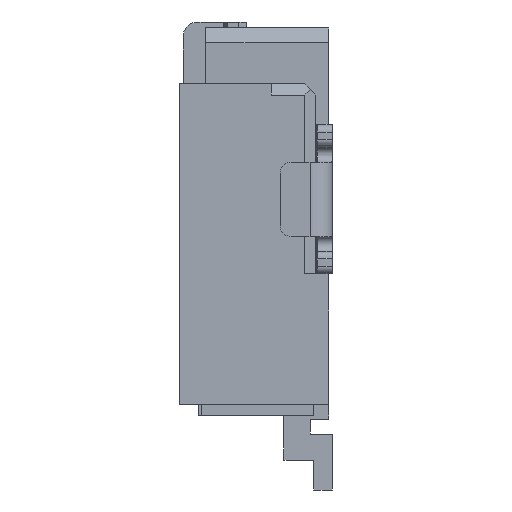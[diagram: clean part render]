
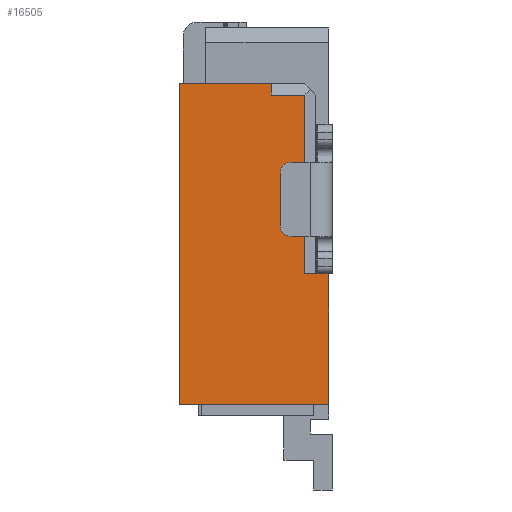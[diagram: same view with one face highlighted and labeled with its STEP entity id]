
A CAD part, left-side view. The second image highlights one B-rep face of the part: STEP entity #16505.
In plain terms, the highlighted planar face has unit normal (-1, 0, 0).
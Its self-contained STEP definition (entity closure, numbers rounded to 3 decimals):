
#4=DIRECTION('',(0.,-1.,0.));
#5=VECTOR('',#4,0.15);
#6=CARTESIAN_POINT('',(-6.65,-0.552,-3.38));
#7=LINE('',#6,#5);
#12=DIRECTION('',(0.,0.,-1.));
#13=VECTOR('',#12,1.75);
#14=CARTESIAN_POINT('',(-6.65,-0.702,-3.38));
#15=LINE('',#14,#13);
#19=DIRECTION('',(0.,1.,0.));
#20=VECTOR('',#19,2.);
#21=CARTESIAN_POINT('',(-6.65,-0.702,-5.13));
#22=LINE('',#21,#20);
#26=DIRECTION('',(0.,0.,1.));
#27=VECTOR('',#26,4.3);
#28=CARTESIAN_POINT('',(-6.65,1.298,-5.13));
#29=LINE('',#28,#27);
#33=DIRECTION('',(0.,-1.,0.));
#34=VECTOR('',#33,1.23);
#35=CARTESIAN_POINT('',(-6.65,1.298,-0.83));
#36=LINE('',#35,#34);
#40=DIRECTION('',(0.,0.,1.));
#41=VECTOR('',#40,0.15);
#42=CARTESIAN_POINT('',(-6.65,0.068,-0.98));
#43=LINE('',#42,#41);
#47=DIRECTION('',(0.,1.,0.));
#48=VECTOR('',#47,0.45);
#49=CARTESIAN_POINT('',(-6.65,-0.382,-0.98));
#50=LINE('',#49,#48);
#54=DIRECTION('',(0.,0.,1.));
#55=VECTOR('',#54,2.4);
#56=CARTESIAN_POINT('',(-6.65,-0.382,-3.38));
#57=LINE('',#56,#55);
#61=DIRECTION('',(0.,-1.,0.));
#62=VECTOR('',#61,0.17);
#63=CARTESIAN_POINT('',(-6.65,-0.382,-3.38));
#64=LINE('',#63,#62);
#13914=CARTESIAN_POINT('',(-6.65,-0.702,-5.13));
#13915=CARTESIAN_POINT('',(-6.65,1.298,-5.13));
#13916=VERTEX_POINT('',#13914);
#13917=VERTEX_POINT('',#13915);
#13918=CARTESIAN_POINT('',(-6.65,1.298,-0.83));
#13919=VERTEX_POINT('',#13918);
#14014=CARTESIAN_POINT('',(-6.65,-0.382,-3.38));
#14015=VERTEX_POINT('',#14014);
#14086=CARTESIAN_POINT('',(-6.65,0.068,-0.98));
#14087=CARTESIAN_POINT('',(-6.65,0.068,-0.83));
#14088=VERTEX_POINT('',#14086);
#14089=VERTEX_POINT('',#14087);
#14090=CARTESIAN_POINT('',(-6.65,-0.382,-0.98));
#14091=VERTEX_POINT('',#14090);
#14160=CARTESIAN_POINT('',(-6.65,-0.552,-3.38));
#14161=CARTESIAN_POINT('',(-6.65,-0.702,-3.38));
#14162=VERTEX_POINT('',#14160);
#14163=VERTEX_POINT('',#14161);
#16480=CARTESIAN_POINT('',(-6.65,0.,0.));
#16481=DIRECTION('',(1.,0.,0.));
#16482=DIRECTION('',(0.,0.,-1.));
#16483=AXIS2_PLACEMENT_3D('',#16480,#16481,#16482);
#16484=PLANE('',#16483);
#16486=ORIENTED_EDGE('',*,*,#16485,.T.);
#16488=ORIENTED_EDGE('',*,*,#16487,.T.);
#16490=ORIENTED_EDGE('',*,*,#16489,.T.);
#16492=ORIENTED_EDGE('',*,*,#16491,.T.);
#16494=ORIENTED_EDGE('',*,*,#16493,.T.);
#16496=ORIENTED_EDGE('',*,*,#16495,.F.);
#16498=ORIENTED_EDGE('',*,*,#16497,.F.);
#16500=ORIENTED_EDGE('',*,*,#16499,.F.);
#16502=ORIENTED_EDGE('',*,*,#16501,.T.);
#16503=EDGE_LOOP('',(#16486,#16488,#16490,#16492,#16494,#16496,#16498,#16500,
#16502));
#16504=FACE_OUTER_BOUND('',#16503,.F.);
#16485=EDGE_CURVE('',#14162,#14163,#7,.T.);
#16487=EDGE_CURVE('',#14163,#13916,#15,.T.);
#16489=EDGE_CURVE('',#13916,#13917,#22,.T.);
#16491=EDGE_CURVE('',#13917,#13919,#29,.T.);
#16493=EDGE_CURVE('',#13919,#14089,#36,.T.);
#16495=EDGE_CURVE('',#14088,#14089,#43,.T.);
#16497=EDGE_CURVE('',#14091,#14088,#50,.T.);
#16499=EDGE_CURVE('',#14015,#14091,#57,.T.);
#16501=EDGE_CURVE('',#14015,#14162,#64,.T.);
#16505=ADVANCED_FACE('',(#16504),#16484,.F.);
